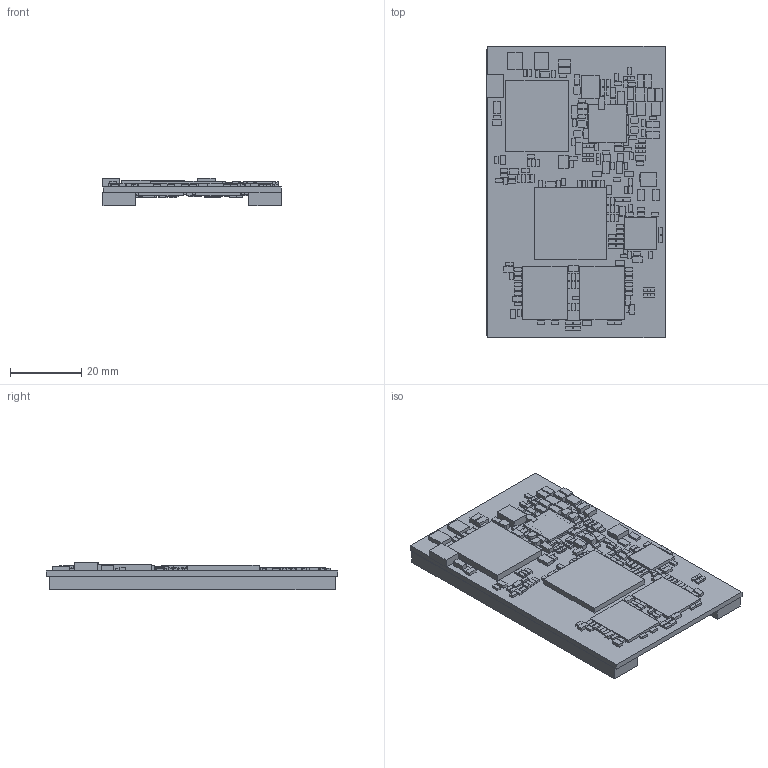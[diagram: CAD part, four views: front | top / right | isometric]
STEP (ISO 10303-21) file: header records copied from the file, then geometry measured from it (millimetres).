
FILE_DESCRIPTION((''),'2;1');
FILE_NAME('3001043X-03_B_ASM','2011-01-04T',('tmiller'),(''),'PRO/ENGINEER BY PARAMETRIC TECHNOLOGY CORPORATION, 2009280','PRO/ENGINEER BY PARAMETRIC TECHNOLOGY CORPORATION, 2009280','');
FILE_SCHEMA(('CONFIG_CONTROL_DESIGN'));
Length unit declared in the file: inch
Products named in the file (31): 3001043X-03_B; CHIP-0603_A; SC70-5_B; WLAN-RS9110-N-11-03ABGN_A; CHIP-0402_A; DFN-6P_1_8MMX2MM_B; CHIP-0805_A; CHIP-0402_B; IND-VLSXX_2_5MMX2MM_A; IND-VLSXX_2_5MMX2MM_B; CHIP-0603_B; RNET-8P_1206_A; CHIP-0805_B; DIODE-SMB_A; IND-DLW21S_B; IND-DLW21S_A; FBGA-84P_11_5MMX14MM_C0_8MM_B; FBGA-84P_11_5MMX14MM_C0_8MM_A; ANTENNA-UFL20279_A; BGA-529P_19MMX19MM_C0_8MM_A; J2X90-STR_C0_8_H3_7FCI_61082XX_; QFN-32P_5MMX5MM_B; QFN-56P_8MMX8MM_A; FBGA-139P_7MMX7MM_C0_5MM_A; LGA-14P_B; SOT23-5_A; SOT23-5_B; SOT563-6_A; DIODE-SOT23-3_A; SOT23-3_A; 3001043X-03_B_ASM
Assembly tree (454 placements, depth 2):
  3001043X-03_B_ASM
    3001043X-03_B
    CHIP-0603_A  x31
    SC70-5_B  x4
    WLAN-RS9110-N-11-03ABGN_A
    CHIP-0402_A  x148
    DFN-6P_1_8MMX2MM_B
    CHIP-0805_A  x17
    CHIP-0402_B  x185
    IND-VLSXX_2_5MMX2MM_A  x5
    IND-VLSXX_2_5MMX2MM_B  x3
    CHIP-0603_B  x21
    RNET-8P_1206_A  x2
    CHIP-0805_B  x7
    DIODE-SMB_A  x2
    IND-DLW21S_B  x4
    IND-DLW21S_A
    FBGA-84P_11_5MMX14MM_C0_8MM_B  x2
    FBGA-84P_11_5MMX14MM_C0_8MM_A  x2
    ANTENNA-UFL20279_A  x2
    BGA-529P_19MMX19MM_C0_8MM_A
    J2X90-STR_C0_8_H3_7FCI_61082XX_  x2
    QFN-32P_5MMX5MM_B
    QFN-56P_8MMX8MM_A
    FBGA-139P_7MMX7MM_C0_5MM_A
    LGA-14P_B
    SOT23-5_A
    SOT23-5_B
    SOT563-6_A  x2
    DIODE-SOT23-3_A  x3
    SOT23-3_A
Bounding box: 50.3 x 82 x 7.68 mm (x, y, z)
Volume: 15545.1 mm3; surface area: 22508.6 mm2
Topology: 454 solids, 454 shells, 2757 faces, 5547 edges, 3698 vertices
Faces by surface type: plane 2757
Entity records: 8977 total; most frequent: DIRECTION 1735, CARTESIAN_POINT 1319, ORIENTED_EDGE 774, AXIS2_PLACEMENT_3D 674, PRODUCT_DEFINITION_SHAPE 485, ITEM_DEFINED_TRANSFORMATION 454, CONTEXT_DEPENDENT_SHAPE_REPRESENTATION 454, NEXT_ASSEMBLY_USAGE_OCCURRENCE 454
